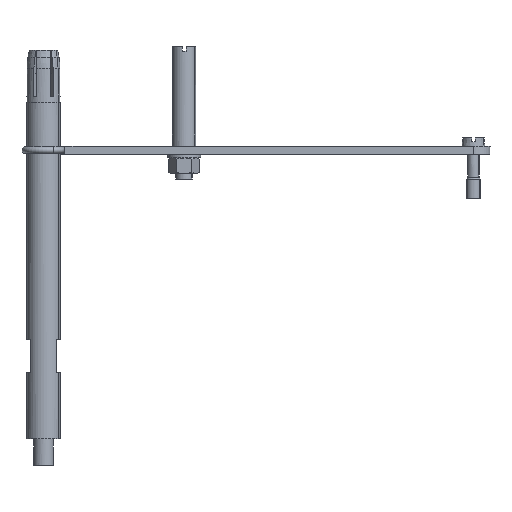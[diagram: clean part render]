
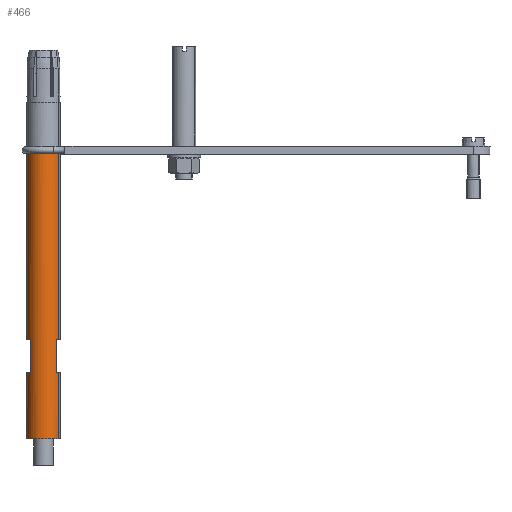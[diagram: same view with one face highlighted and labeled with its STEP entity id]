
A CAD part, left-side view. The second image highlights one B-rep face of the part: STEP entity #466.
In plain terms, the highlighted cylindrical face has radius 5 mm (diameter 10 mm), a partial arc.
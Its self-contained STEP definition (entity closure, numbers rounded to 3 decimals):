
#329=AXIS2_PLACEMENT_3D('Circle Axis2P3D',#327,#328,$) ;
#367=AXIS2_PLACEMENT_3D('Cylinder Axis2P3D',#364,#365,#366) ;
#385=AXIS2_PLACEMENT_3D('Circle Axis2P3D',#383,#384,$) ;
#399=AXIS2_PLACEMENT_3D('Circle Axis2P3D',#397,#398,$) ;
#413=AXIS2_PLACEMENT_3D('Circle Axis2P3D',#411,#412,$) ;
#420=AXIS2_PLACEMENT_3D('Circle Axis2P3D',#418,#419,$) ;
#434=AXIS2_PLACEMENT_3D('Circle Axis2P3D',#432,#433,$) ;
#448=AXIS2_PLACEMENT_3D('Circle Axis2P3D',#446,#447,$) ;
#327=CARTESIAN_POINT('Axis2P3D Location',(6.5,135.,8.)) ;
#331=CARTESIAN_POINT('Vertex',(4.103,130.612,8.)) ;
#333=CARTESIAN_POINT('Vertex',(8.897,139.388,8.)) ;
#364=CARTESIAN_POINT('Axis2P3D Location',(6.5,135.,66.75)) ;
#369=CARTESIAN_POINT('Line Origine',(8.897,139.388,64.)) ;
#373=CARTESIAN_POINT('Vertex',(8.897,139.388,28.)) ;
#376=CARTESIAN_POINT('Line Origine',(4.103,130.612,64.)) ;
#380=CARTESIAN_POINT('Vertex',(4.103,130.612,28.)) ;
#383=CARTESIAN_POINT('Axis2P3D Location',(6.5,135.,28.)) ;
#387=CARTESIAN_POINT('Vertex',(3.5,131.,28.)) ;
#390=CARTESIAN_POINT('Line Origine',(3.5,131.,64.)) ;
#394=CARTESIAN_POINT('Vertex',(3.5,131.,38.)) ;
#397=CARTESIAN_POINT('Axis2P3D Location',(6.5,135.,38.)) ;
#401=CARTESIAN_POINT('Vertex',(4.103,130.612,38.)) ;
#404=CARTESIAN_POINT('Line Origine',(4.103,130.612,64.)) ;
#408=CARTESIAN_POINT('Vertex',(4.103,130.612,94.384)) ;
#411=CARTESIAN_POINT('Axis2P3D Location',(6.5,135.,94.384)) ;
#415=CARTESIAN_POINT('Vertex',(2.112,132.603,94.384)) ;
#418=CARTESIAN_POINT('Axis2P3D Location',(6.5,135.,94.384)) ;
#422=CARTESIAN_POINT('Vertex',(8.897,139.388,94.384)) ;
#425=CARTESIAN_POINT('Line Origine',(8.897,139.388,64.)) ;
#429=CARTESIAN_POINT('Vertex',(8.897,139.388,38.)) ;
#432=CARTESIAN_POINT('Axis2P3D Location',(6.5,135.,38.)) ;
#436=CARTESIAN_POINT('Vertex',(3.5,139.,38.)) ;
#439=CARTESIAN_POINT('Line Origine',(3.5,139.,64.)) ;
#443=CARTESIAN_POINT('Vertex',(3.5,139.,28.)) ;
#446=CARTESIAN_POINT('Axis2P3D Location',(6.5,135.,28.)) ;
#328=DIRECTION('Axis2P3D Direction',(0.,0.,-1.)) ;
#365=DIRECTION('Axis2P3D Direction',(0.,0.,-1.)) ;
#366=DIRECTION('Axis2P3D XDirection',(-0.479,-0.878,0.)) ;
#370=DIRECTION('Vector Direction',(0.,0.,-1.)) ;
#377=DIRECTION('Vector Direction',(0.,0.,-1.)) ;
#384=DIRECTION('Axis2P3D Direction',(0.,0.,-1.)) ;
#391=DIRECTION('Vector Direction',(0.,0.,-1.)) ;
#398=DIRECTION('Axis2P3D Direction',(0.,0.,-1.)) ;
#405=DIRECTION('Vector Direction',(0.,0.,-1.)) ;
#412=DIRECTION('Axis2P3D Direction',(0.,0.,-1.)) ;
#419=DIRECTION('Axis2P3D Direction',(0.,0.,-1.)) ;
#426=DIRECTION('Vector Direction',(0.,0.,-1.)) ;
#433=DIRECTION('Axis2P3D Direction',(0.,0.,-1.)) ;
#440=DIRECTION('Vector Direction',(0.,0.,-1.)) ;
#447=DIRECTION('Axis2P3D Direction',(0.,0.,-1.)) ;
#371=VECTOR('Line Direction',#370,1.) ;
#378=VECTOR('Line Direction',#377,1.) ;
#392=VECTOR('Line Direction',#391,1.) ;
#406=VECTOR('Line Direction',#405,1.) ;
#427=VECTOR('Line Direction',#426,1.) ;
#441=VECTOR('Line Direction',#440,1.) ;
#452=ORIENTED_EDGE('',*,*,#375,.F.) ;
#453=ORIENTED_EDGE('',*,*,#335,.F.) ;
#454=ORIENTED_EDGE('',*,*,#382,.T.) ;
#455=ORIENTED_EDGE('',*,*,#389,.T.) ;
#456=ORIENTED_EDGE('',*,*,#396,.T.) ;
#457=ORIENTED_EDGE('',*,*,#403,.F.) ;
#458=ORIENTED_EDGE('',*,*,#410,.T.) ;
#459=ORIENTED_EDGE('',*,*,#417,.T.) ;
#460=ORIENTED_EDGE('',*,*,#424,.T.) ;
#461=ORIENTED_EDGE('',*,*,#431,.F.) ;
#462=ORIENTED_EDGE('',*,*,#438,.F.) ;
#463=ORIENTED_EDGE('',*,*,#445,.F.) ;
#464=ORIENTED_EDGE('',*,*,#450,.T.) ;
#466=ADVANCED_FACE('Hauptk\X2\00F6\X0\rper',(#465),#368,.T.) ;
#330=CIRCLE('generated circle',#329,5.) ;
#386=CIRCLE('generated circle',#385,5.) ;
#400=CIRCLE('generated circle',#399,5.) ;
#414=CIRCLE('generated circle',#413,5.) ;
#421=CIRCLE('generated circle',#420,5.) ;
#435=CIRCLE('generated circle',#434,5.) ;
#449=CIRCLE('generated circle',#448,5.) ;
#368=CYLINDRICAL_SURFACE('generated cylinder',#367,5.) ;
#335=EDGE_CURVE('',#332,#334,#330,.T.) ;
#375=EDGE_CURVE('',#334,#374,#372,.F.) ;
#382=EDGE_CURVE('',#332,#381,#379,.F.) ;
#389=EDGE_CURVE('',#381,#388,#386,.T.) ;
#396=EDGE_CURVE('',#388,#395,#393,.F.) ;
#403=EDGE_CURVE('',#402,#395,#400,.T.) ;
#410=EDGE_CURVE('',#402,#409,#407,.F.) ;
#417=EDGE_CURVE('',#409,#416,#414,.T.) ;
#424=EDGE_CURVE('',#416,#423,#421,.T.) ;
#431=EDGE_CURVE('',#430,#423,#428,.F.) ;
#438=EDGE_CURVE('',#437,#430,#435,.T.) ;
#445=EDGE_CURVE('',#444,#437,#442,.F.) ;
#450=EDGE_CURVE('',#444,#374,#449,.T.) ;
#451=EDGE_LOOP('',(#452,#453,#454,#455,#456,#457,#458,#459,#460,#461,#462,#463,#464)) ;
#465=FACE_OUTER_BOUND('',#451,.T.) ;
#372=LINE('Line',#369,#371) ;
#379=LINE('Line',#376,#378) ;
#393=LINE('Line',#390,#392) ;
#407=LINE('Line',#404,#406) ;
#428=LINE('Line',#425,#427) ;
#442=LINE('Line',#439,#441) ;
#332=VERTEX_POINT('',#331) ;
#334=VERTEX_POINT('',#333) ;
#374=VERTEX_POINT('',#373) ;
#381=VERTEX_POINT('',#380) ;
#388=VERTEX_POINT('',#387) ;
#395=VERTEX_POINT('',#394) ;
#402=VERTEX_POINT('',#401) ;
#409=VERTEX_POINT('',#408) ;
#416=VERTEX_POINT('',#415) ;
#423=VERTEX_POINT('',#422) ;
#430=VERTEX_POINT('',#429) ;
#437=VERTEX_POINT('',#436) ;
#444=VERTEX_POINT('',#443) ;
